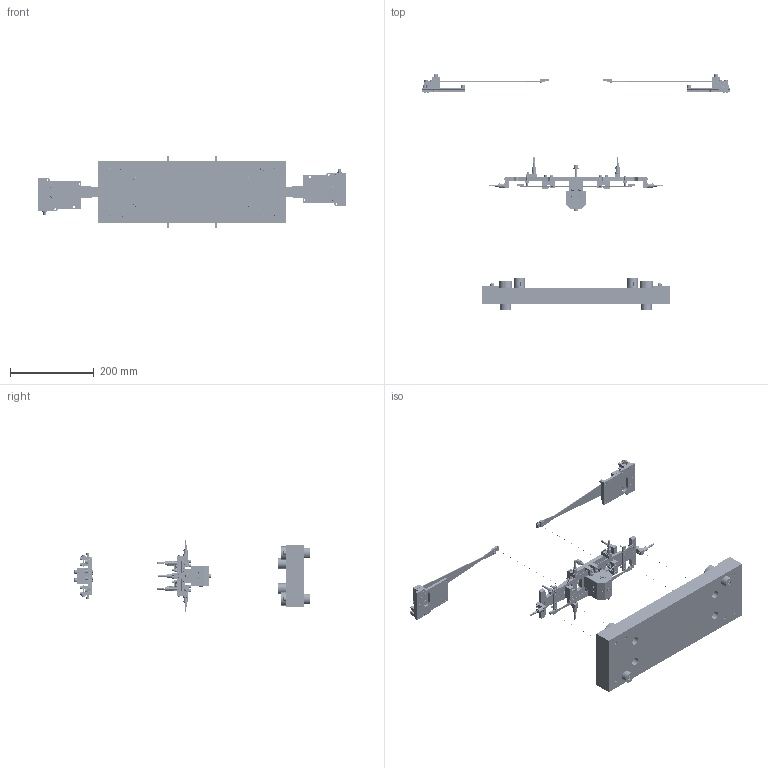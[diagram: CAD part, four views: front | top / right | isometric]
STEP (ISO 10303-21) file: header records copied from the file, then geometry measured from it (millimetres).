
FILE_DESCRIPTION (( 'STEP AP203' ), '1' );
FILE_NAME ('D1201212-v2.STEP', '2013-02-25T21:12:17', ( 'Dwayne Giardina' ), ( 'Microsoft' ), 'SwSTEP 2.0', 'SolidWorks 2013', '' );
FILE_SCHEMA (( 'CONFIG_CONTROL_DESIGN' ));
Length unit declared in the file: inch
Products named in the file (76): 92210A103_92210A103; D1100785 ALIGO, SUS NITRONIC FLAT WASHER_D1100785-472; D060503_Pitch_Insert_T-Section_Upper_Mass_OMC; D080019_AdLIGO_OMC_LowerBlade; D060536_Upper_Wire_Assembly_OMC; D020351_50g_mass; D030042_upperbladewireclampplate_thick; D020133_lowerbladewireclampplate; D030450_RotationalAdjuster_PullPlate; D1100574; SST_Socketheadcapscrew_SHCS 0.25-20  X 0.375; SST_setscrew_0.5-20 Set Screw X 2 LONG; D020308_lowerbladeclamp_lowerside; D1100785 ALIGO, SUS NITRONIC FLAT WASHER_D1100785-359; D1201334 OMC BRACKET, METAL MOUNTING; NAS 620 FLAT WASHERS_________ FLAT WASHERS NAS 620-C4L  (OR EQUIV.); NAS 620 FLAT WASHERS_________ FLAT WASHERS NAS 620-C2  (OR EQUIV.); Ag-SST_Socketheadcapscrew_SHCS #8-32  X 0.75; D1100573; SST_Socketheadcapscrew_SHCS 0.25-20  X 0.5; Ag-SST_setscrew_#8-32 AgSST Set Screw X 0.25 LONG; NAS 620 FLAT WASHERS_________ FLAT WASHERS NAS 620-C8L  (OR EQUIV.); D060491_Upper_Mass_Main_Section_OMC; D1201335 OMC ADAPTER, METAL BREADBOARD; Ag-SST_Socketheadcapscrew_SHCS #4-40  X 0.3125; D060538_Lower_Wire_OMC; D030449_RotationalAdjuster_PushPlate; D1001695_Advanced_LIGO_SUS_Magnet_and_Flag_Assembly,_BOSEM; D020680_upperbladeclamp_lowerside_shim2 mm; D070020_Magnet_Holder_OMC; D020482_UPPERMASS_SCREW_DRIVE_SYSTEM; D070045_Lower_Blade_Cover; 90585A202 4-40x.375 FHCS_90585A202; D060539_Upper_Wire_OMC; D1200971 OMC LOWER WIRE CLAMP; SST_Socketheadcapscrew_SHCS #8-32  X 1; Ag-SST_Socketheadcapscrew_SHCS 0.25-20  X 1.125; D030459_RA upperbladeclamp_lowerside 0.0 degree; Ag-SST_Vented_Socketheadcapscrew_SHCS-V-Ag #4-40  X 0.5; SST_Socketheadcapscrew_SHCS #8-32  X 0.75 ...
Assembly tree (274 placements, depth 4):
  D1201212-v2
    D030451_Assembly_Rotational Adjuster_OMC - Assembled Suspension  x2
      D030448_RotationalAdjuster_BasePlate
      D030447_RotationalAdjuster_RotatingPlate
      D1100785 ALIGO, SUS NITRONIC FLAT WASHER_D1100785-472
      SST_Socketheadcapscrew_SHCS 0.25-20  X 0.375
      SST_Socketheadcapscrew_SHCS 0.25-20  X 0.5
      D020680_upperbladeclamp_lowerside_shim2 mm
      D030459_RA upperbladeclamp_lowerside 0.0 degree
      D080018_AdLIGO_OMC_UpperBlade
      D020116_upperbladeclamp_upperside
      NAS 620 FLAT WASHERS_________ FLAT WASHERS NAS 620-C416L (1-4)  (OR EQUIV.)
      Ag-SST_Socketheadcapscrew_SHCS 0.25-20  X 1.25
      D030450_RotationalAdjuster_PullPlate
      Ag-SST_Socketheadcapscrew_SHCS #8-32  X 0.75
      D030449_RotationalAdjuster_PushPlate
      SST_Socketheadcapscrew_SHCS #8-32  X 1
      Ag-SST_Socketheadcapscrew_SHCS #8-32  X 1
    Ag-SST_Socketheadcapscrew_SHCS #4-40  X 0.25  x4
    D060536_Upper_Wire_Assembly_OMC  x2
      D070022_OMC_TOPBLADEWIRECLAMP
      D030042_upperbladewireclampplate_thick
      NAS 620 FLAT WASHERS_________ FLAT WASHERS NAS 620-C4L  (OR EQUIV.)
      Ag-SST_Socketheadcapscrew_SHCS #4-40  X 0.3125
      D060539_Upper_Wire_OMC
      D070030_Upper_Mass_Clamp_Block_OMC
      D020309_uppermasswireclampplate_withgroove
      D020139_uppermasswireclampplate
      Ag-SST_Socketheadcapscrew_SHCS #4-40  X 0.5
    Ag-SST_Socketheadcapscrew_SHCS #8-32  X 0.75  x4
    D1100785 ALIGO, SUS NITRONIC FLAT WASHER_D1100785-359  x4
    D060502_Upper_Mass_Assembly_OMC_In Suspension
      D060491_Upper_Mass_Main_Section_OMC
      D070045_Lower_Blade_Cover  x2
      NAS 620 FLAT WASHERS_________ FLAT WASHERS NAS 620-C4L  (OR EQUIV.)  x22
      Ag-SST_Socketheadcapscrew_SHCS #4-40  X 0.625  x4
      SST_HexNut_HN No. 4  x4
      Ag-SST_Socketheadcapscrew_SHCS #4-40  X 0.75  x4
      D020119_lowerbladeclamp_upperside  x4
      D080019_AdLIGO_OMC_LowerBlade  x4
      D020308_lowerbladeclamp_lowerside  x4
      NAS 620 FLAT WASHERS_________ FLAT WASHERS NAS 620-C8L  (OR EQUIV.)  x16
      Ag-SST_Socketheadcapscrew_SHCS #8-32  X 1  x8
      D020482_UPPERMASS_SCREW_DRIVE_SYSTEM  x4
      SST_Socketheadcapscrew_SHCS #8-32  X 0.75  x8
      Rounded_SHCS_RSHCS #4-40  X 0.625  x4
      D070032_Upper_Mass_T-Section_OMC
      Ag-SST_Socketheadcapscrew_SHCS 0.25-20  X 0.5  x2
      D060503_Pitch_Insert_T-Section_Upper_Mass_OMC
      SST_setscrew_0.5-20 Set Screw X 2 LONG
      Ag-SST_setscrew_#8-32 AgSST Set Screw X 0.25 LONG  x2
      D070020_Magnet_Holder_OMC  x9
      Ag-SST_Vented_Socketheadcapscrew_SHCS-V-Ag #4-40  X 0.5  x2
      D1001695_Advanced_LIGO_SUS_Magnet_and_Flag_Assembly,_BOSEM  x9
        D1001697_Advanced_LIGO_SUS_HLTS_Magnet_Retainer,_BOSEM
        D1001534-v1_aLIGO_SUS_Magnetic Plug, SUS
        Magnet,_MMG_MagDev_DCNI_01888N
        92210A103_92210A103
        D1100574
        D1100573
Bounding box: 735.76 x 561.87 x 173.77 mm (x, y, z)
Volume: 3000661.5 mm3; surface area: 606416.5 mm2
Topology: 366 solids, 366 shells, 6459 faces, 14974 edges, 9524 vertices
Faces by surface type: plane 2617, cylinder 2552, cone 1222, torus 36, bspline 24, sphere 8
Entity records: 66087 total; most frequent: CARTESIAN_POINT 12225, DIRECTION 8864, ORIENTED_EDGE 7904, EDGE_CURVE 3952, AXIS2_PLACEMENT_3D 3374, VERTEX_POINT 2535, VECTOR 2116, LINE 2116
